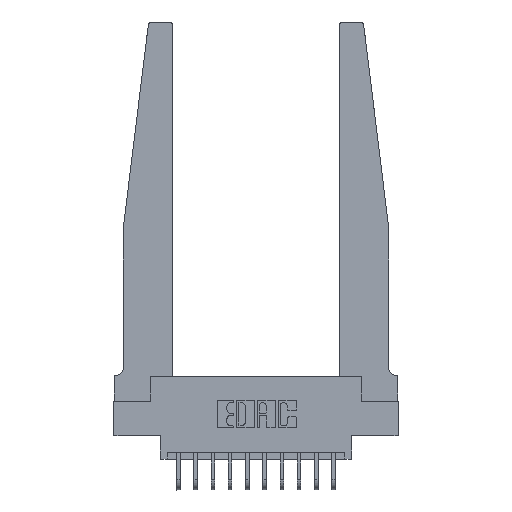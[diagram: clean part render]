
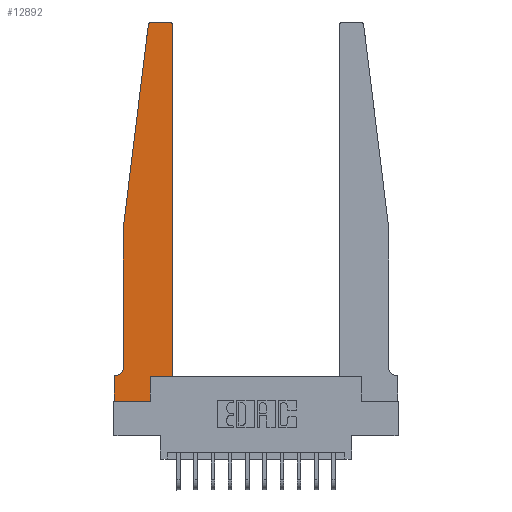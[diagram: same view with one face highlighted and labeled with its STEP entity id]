
A CAD part, top view. The second image highlights one B-rep face of the part: STEP entity #12892.
In plain terms, the highlighted planar face has unit normal (0, 0, 1).
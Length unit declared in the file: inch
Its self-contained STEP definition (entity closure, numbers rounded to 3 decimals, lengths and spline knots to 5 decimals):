
#12 = LINE ( 'NONE', #14330, #11641 ) ;
#535 = AXIS2_PLACEMENT_3D ( 'NONE', #1007, #7483, #10396 ) ;
#681 = LINE ( 'NONE', #16847, #17425 ) ;
#815 = ORIENTED_EDGE ( 'NONE', *, *, #11149, .T. ) ;
#903 = ORIENTED_EDGE ( 'NONE', *, *, #6594, .T. ) ;
#1007 = CARTESIAN_POINT ( 'NONE',  ( 0.015, 0.2375, 0.37 ) ) ;
#1319 = PLANE ( 'NONE',  #3288 ) ;
#1531 = ORIENTED_EDGE ( 'NONE', *, *, #12820, .T. ) ;
#1556 = CARTESIAN_POINT ( 'NONE',  ( 0.27653, 2.72, 0.37 ) ) ;
#1606 = ORIENTED_EDGE ( 'NONE', *, *, #15972, .T. ) ;
#1733 = LINE ( 'NONE', #4132, #16602 ) ;
#2010 = EDGE_CURVE ( 'NONE', #13633, #17517, #10156, .T. ) ;
#2164 = LINE ( 'NONE', #6690, #17451 ) ;
#2310 = CARTESIAN_POINT ( 'NONE',  ( 0., 0.1875, 0.37 ) ) ;
#2314 = ORIENTED_EDGE ( 'NONE', *, *, #11204, .T. ) ;
#2540 = CARTESIAN_POINT ( 'NONE',  ( 0.2605, 0., 0.37 ) ) ;
#2557 = CIRCLE ( 'NONE', #535, 0.05 ) ;
#2632 = CARTESIAN_POINT ( 'NONE',  ( 0., 0., 0.37 ) ) ;
#2821 = VECTOR ( 'NONE', #10816, 39.37008 ) ;
#3171 = EDGE_CURVE ( 'NONE', #4125, #9793, #7146, .T. ) ;
#3288 = AXIS2_PLACEMENT_3D ( 'NONE', #3993, #13304, #16037 ) ;
#3595 = LINE ( 'NONE', #7323, #3600 ) ;
#3600 = VECTOR ( 'NONE', #6478, 39.37008 ) ;
#3905 = LINE ( 'NONE', #13087, #9017 ) ;
#3993 = CARTESIAN_POINT ( 'NONE',  ( 0., 0.1875, 0.37 ) ) ;
#3998 = VECTOR ( 'NONE', #13555, 39.37008 ) ;
#4125 = VERTEX_POINT ( 'NONE', #7126 ) ;
#4132 = CARTESIAN_POINT ( 'NONE',  ( 0.425, 0.18, 0.37 ) ) ;
#4402 = ORIENTED_EDGE ( 'NONE', *, *, #7958, .T. ) ;
#4585 = ORIENTED_EDGE ( 'NONE', *, *, #2010, .T. ) ;
#4591 = EDGE_CURVE ( 'NONE', #17048, #4125, #3905, .T. ) ;
#4986 = AXIS2_PLACEMENT_3D ( 'NONE', #17059, #11463, #14328 ) ;
#5107 = CARTESIAN_POINT ( 'NONE',  ( 0.065, 1.25, 0.37 ) ) ;
#5521 = CARTESIAN_POINT ( 'NONE',  ( 0.2605, 0.18, 0.37 ) ) ;
#5909 = ORIENTED_EDGE ( 'NONE', *, *, #10688, .T. ) ;
#5980 = LINE ( 'NONE', #2632, #2821 ) ;
#5998 = DIRECTION ( 'NONE',  ( -0.122, -0.992, 0. ) ) ;
#6478 = DIRECTION ( 'NONE',  ( 0., 1., 0. ) ) ;
#6594 = EDGE_CURVE ( 'NONE', #8626, #13633, #5980, .T. ) ;
#6690 = CARTESIAN_POINT ( 'NONE',  ( 0.065, 1.25, 0.37 ) ) ;
#6705 = CARTESIAN_POINT ( 'NONE',  ( 0.395, 2.75, 0.37 ) ) ;
#7126 = CARTESIAN_POINT ( 'NONE',  ( 0.27653, 2.75, 0.37 ) ) ;
#7146 = CIRCLE ( 'NONE', #16283, 0.03 ) ;
#7238 = VERTEX_POINT ( 'NONE', #12254 ) ;
#7323 = CARTESIAN_POINT ( 'NONE',  ( 0.425, 0.18, 0.37 ) ) ;
#7483 = DIRECTION ( 'NONE',  ( 0., 0., -1. ) ) ;
#7958 = EDGE_CURVE ( 'NONE', #13544, #14316, #2164, .T. ) ;
#8109 = DIRECTION ( 'NONE',  ( 1., 0., 0. ) ) ;
#8340 = ORIENTED_EDGE ( 'NONE', *, *, #3171, .T. ) ;
#8626 = VERTEX_POINT ( 'NONE', #2310 ) ;
#9017 = VECTOR ( 'NONE', #15761, 39.37008 ) ;
#9149 = ORIENTED_EDGE ( 'NONE', *, *, #17200, .T. ) ;
#9289 = DIRECTION ( 'NONE',  ( 0., -1., 0. ) ) ;
#9377 = VERTEX_POINT ( 'NONE', #12475 ) ;
#9440 = ORIENTED_EDGE ( 'NONE', *, *, #4591, .T. ) ;
#9478 = DIRECTION ( 'NONE',  ( 1., 0., 0. ) ) ;
#9713 = CARTESIAN_POINT ( 'NONE',  ( 0.2605, 0.18, 0.37 ) ) ;
#9793 = VERTEX_POINT ( 'NONE', #11010 ) ;
#10104 = DIRECTION ( 'NONE',  ( 1., 0., 0. ) ) ;
#10120 = VERTEX_POINT ( 'NONE', #15850 ) ;
#10152 = DIRECTION ( 'NONE',  ( -1., 0., 0. ) ) ;
#10156 = LINE ( 'NONE', #15356, #15510 ) ;
#10281 = CARTESIAN_POINT ( 'NONE',  ( 0., 0., 0.37 ) ) ;
#10396 = DIRECTION ( 'NONE',  ( -1., 0., 0. ) ) ;
#10688 = EDGE_CURVE ( 'NONE', #15808, #10120, #1733, .T. ) ;
#10816 = DIRECTION ( 'NONE',  ( 0., -1., 0. ) ) ;
#11010 = CARTESIAN_POINT ( 'NONE',  ( 0.24675, 2.72367, 0.37 ) ) ;
#11149 = EDGE_CURVE ( 'NONE', #17517, #15808, #14028, .T. ) ;
#11204 = EDGE_CURVE ( 'NONE', #9793, #13544, #681, .T. ) ;
#11463 = DIRECTION ( 'NONE',  ( 0., 0., 1. ) ) ;
#11641 = VECTOR ( 'NONE', #10152, 39.37008 ) ;
#12045 = EDGE_LOOP ( 'NONE', ( #9440, #8340, #2314, #4402, #9149, #1531, #903, #4585, #815, #5909, #1606, #16194 ) ) ;
#12254 = CARTESIAN_POINT ( 'NONE',  ( 0.015, 0.1875, 0.37 ) ) ;
#12475 = CARTESIAN_POINT ( 'NONE',  ( 0.425, 2.72, 0.37 ) ) ;
#12820 = EDGE_CURVE ( 'NONE', #7238, #8626, #12, .T. ) ;
#12892 = ADVANCED_FACE ( 'NONE', ( #15027 ), #1319, .T. ) ;
#13087 = CARTESIAN_POINT ( 'NONE',  ( 0.25, 2.75, 0.37 ) ) ;
#13304 = DIRECTION ( 'NONE',  ( 0., 0., 1. ) ) ;
#13544 = VERTEX_POINT ( 'NONE', #5107 ) ;
#13555 = DIRECTION ( 'NONE',  ( 0., 1., 0. ) ) ;
#13633 = VERTEX_POINT ( 'NONE', #10281 ) ;
#14028 = LINE ( 'NONE', #9713, #3998 ) ;
#14128 = EDGE_CURVE ( 'NONE', #9377, #17048, #16069, .T. ) ;
#14316 = VERTEX_POINT ( 'NONE', #16102 ) ;
#14328 = DIRECTION ( 'NONE',  ( 1., 0., 0. ) ) ;
#14330 = CARTESIAN_POINT ( 'NONE',  ( 0.065, 0.1875, 0.37 ) ) ;
#15027 = FACE_OUTER_BOUND ( 'NONE', #12045, .T. ) ;
#15356 = CARTESIAN_POINT ( 'NONE',  ( 0., 0., 0.37 ) ) ;
#15510 = VECTOR ( 'NONE', #10104, 39.37008 ) ;
#15761 = DIRECTION ( 'NONE',  ( -1., 0., 0. ) ) ;
#15808 = VERTEX_POINT ( 'NONE', #5521 ) ;
#15850 = CARTESIAN_POINT ( 'NONE',  ( 0.425, 0.18, 0.37 ) ) ;
#15972 = EDGE_CURVE ( 'NONE', #10120, #9377, #3595, .T. ) ;
#16037 = DIRECTION ( 'NONE',  ( 1., 0., 0. ) ) ;
#16069 = CIRCLE ( 'NONE', #4986, 0.03 ) ;
#16102 = CARTESIAN_POINT ( 'NONE',  ( 0.065, 0.2375, 0.37 ) ) ;
#16194 = ORIENTED_EDGE ( 'NONE', *, *, #14128, .T. ) ;
#16283 = AXIS2_PLACEMENT_3D ( 'NONE', #1556, #16515, #8109 ) ;
#16515 = DIRECTION ( 'NONE',  ( 0., 0., 1. ) ) ;
#16602 = VECTOR ( 'NONE', #9478, 39.37008 ) ;
#16847 = CARTESIAN_POINT ( 'NONE',  ( 0.065, 1.25, 0.37 ) ) ;
#17048 = VERTEX_POINT ( 'NONE', #6705 ) ;
#17059 = CARTESIAN_POINT ( 'NONE',  ( 0.395, 2.72, 0.37 ) ) ;
#17200 = EDGE_CURVE ( 'NONE', #14316, #7238, #2557, .T. ) ;
#17425 = VECTOR ( 'NONE', #5998, 39.37008 ) ;
#17451 = VECTOR ( 'NONE', #9289, 39.37008 ) ;
#17517 = VERTEX_POINT ( 'NONE', #2540 ) ;
